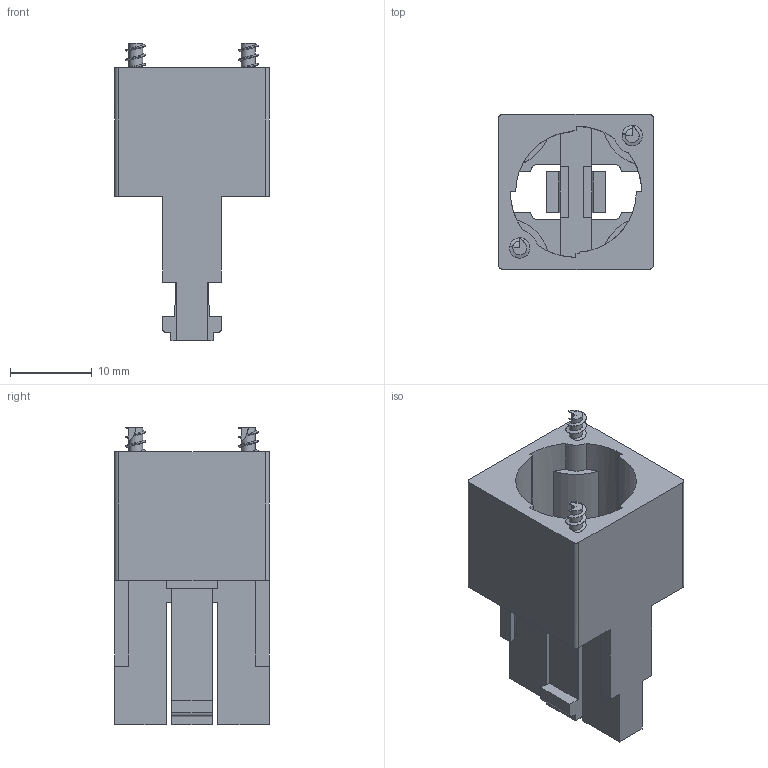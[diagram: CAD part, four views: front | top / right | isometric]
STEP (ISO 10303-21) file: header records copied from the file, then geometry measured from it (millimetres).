
FILE_DESCRIPTION(('STEP AP214'),'1');
FILE_NAME('cctmp_32AE6483-72BE-455B-B2F0-C12B2EB3CD04_2023_08_14_22_14_49_0552..stp','2023-08-14T20:14:50',('SIEMENS A&D'),('CADClick - www.CADClick.com'),'Spatial InterOp 3D postprocessed',' ','unknown authorization');
FILE_SCHEMA(('AUTOMOTIVE_DESIGN'));
Length unit declared in the file: millimetre
Products named in the file (1): 2023_08_14_22_14_49_0509
Bounding box: 19 x 19 x 36.5 mm (x, y, z)
Volume: 4385.9 mm3; surface area: 4080 mm2
Topology: 1 solids, 3 shells, 489 faces, 1360 edges, 903 vertices
Faces by surface type: plane 244, bspline 189, cylinder 56
Entity records: 24751 total; most frequent: CARTESIAN_POINT 12363, ORIENTED_EDGE 2720, DIRECTION 1438, EDGE_CURVE 1360, VERTEX_POINT 903, LINE 814, VECTOR 814, EDGE_LOOP 519
